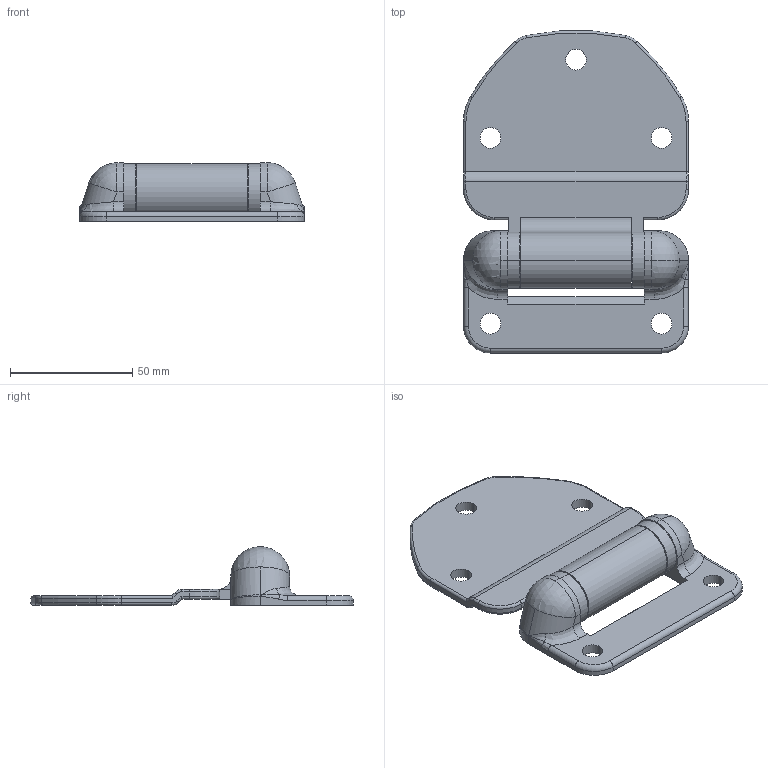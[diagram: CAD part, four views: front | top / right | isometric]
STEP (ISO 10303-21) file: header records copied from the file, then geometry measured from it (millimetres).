
FILE_DESCRIPTION (( 'STEP AP203' ), '1' );
FILE_NAME ('B-1800-A.STEP', '2009-03-09T06:27:23', ( ' ' ), ( ' ' ), 'SwSTEP 2.0', 'SolidWorks 2007', '' );
FILE_SCHEMA (( 'CONFIG_CONTROL_DESIGN' ));
Length unit declared in the file: millimetre
Products named in the file (3): B-1800-A; B-1800-A塇崻__棉太倌; B-1800-A戜嵗__棉太倌
Assembly tree (2 placements, depth 2):
  B-1800-A
    B-1800-A戜嵗__棉太倌
    B-1800-A塇崻__棉太倌
Bounding box: 92 x 131.77 x 24 mm (x, y, z)
Volume: 68170.3 mm3; surface area: 29745.6 mm2
Topology: 2 solids, 2 shells, 181 faces, 447 edges, 266 vertices
Faces by surface type: cylinder 87, plane 43, torus 28, bspline 12, sphere 11
Entity records: 5923 total; most frequent: CARTESIAN_POINT 1307, DIRECTION 980, ORIENTED_EDGE 882, EDGE_CURVE 441, AXIS2_PLACEMENT_3D 391, VERTEX_POINT 266, CIRCLE 217, VECTOR 198
